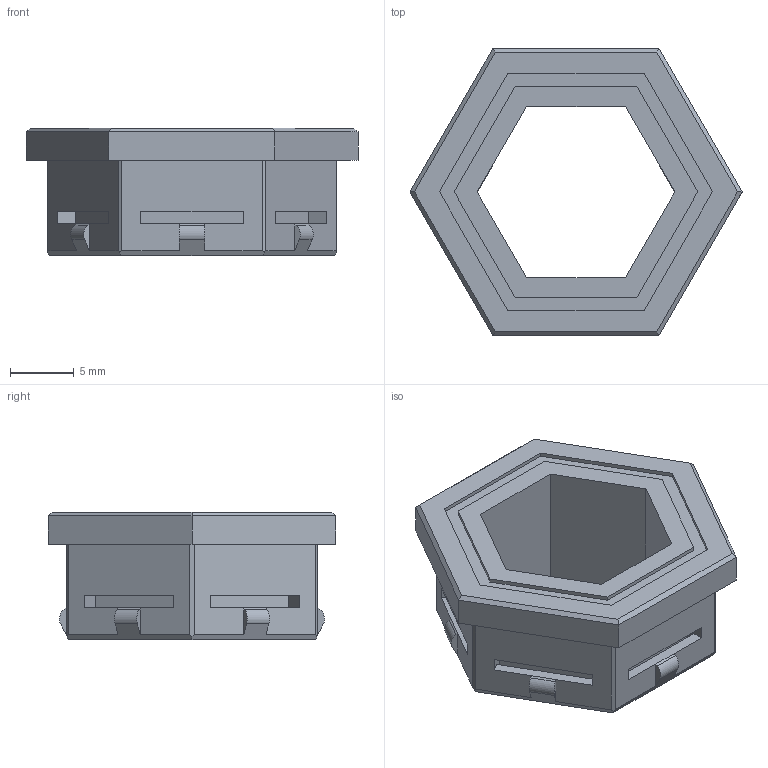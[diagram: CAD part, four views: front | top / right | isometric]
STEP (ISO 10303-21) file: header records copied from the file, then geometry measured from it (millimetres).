
FILE_DESCRIPTION(/* description */ (''),/* implementation_level */ '2;1');
FILE_NAME(/* name */ 'insertempty v1.stp',/* time_stamp */ '2025-09-12T00:14:58+02:00',/* author */ (''),/* organization */ (''),/* preprocessor_version */ 'ST-DEVELOPER v20.1',/* originating_system */ 'Autodesk Translation Framework v14.10.0.0',/* authorisation */ '');
FILE_SCHEMA (('AUTOMOTIVE_DESIGN { 1 0 10303 214 3 1 1 }'));
Length unit declared in the file: millimetre
Products named in the file (1): insert-empty
Bounding box: 25.98 x 22.5 x 10 mm (x, y, z)
Volume: 1872.1 mm3; surface area: 2118.5 mm2
Topology: 1 solids, 1 shells, 113 faces, 324 edges, 210 vertices
Faces by surface type: plane 107, cylinder 6
Entity records: 3674 total; most frequent: ORIENTED_EDGE 648, CARTESIAN_POINT 648, DIRECTION 564, EDGE_CURVE 324, LINE 312, VECTOR 312, VERTEX_POINT 210, AXIS2_PLACEMENT_3D 126
